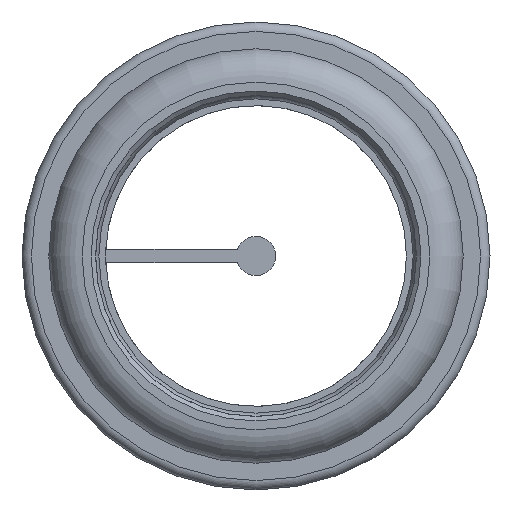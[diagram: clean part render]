
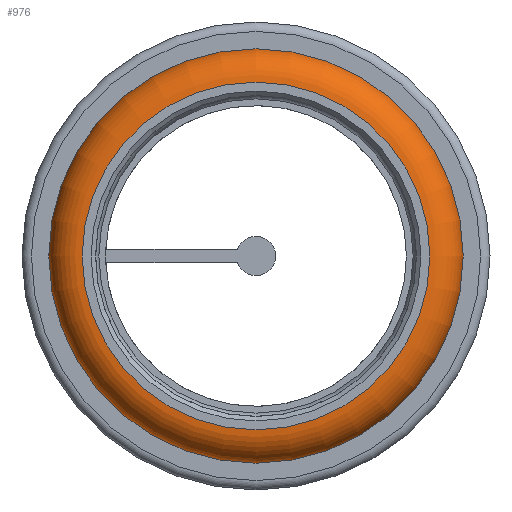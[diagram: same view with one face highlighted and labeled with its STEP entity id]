
A CAD part, left-side view. The second image highlights one B-rep face of the part: STEP entity #976.
In plain terms, the highlighted toroidal (fillet/blend) face has major radius 15.6 mm and minor radius 3 mm.
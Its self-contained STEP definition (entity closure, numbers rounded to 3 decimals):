
#26=TOROIDAL_SURFACE($,#1077,15.6,3.);
#69=FACE_BOUND($,#257,.T.);
#183=FACE_OUTER_BOUND($,#256,.T.);
#256=EDGE_LOOP($,(#737));
#257=EDGE_LOOP($,(#738));
#443=CIRCLE($,#1075,18.018);
#445=CIRCLE($,#1078,15.6);
#535=VERTEX_POINT($,#1649);
#537=VERTEX_POINT($,#1654);
#631=EDGE_CURVE($,#535,#535,#443,.T.);
#633=EDGE_CURVE($,#537,#537,#445,.T.);
#737=ORIENTED_EDGE($,*,*,#633,.F.);
#738=ORIENTED_EDGE($,*,*,#631,.T.);
#976=ADVANCED_FACE($,(#183,#69),#26,.T.);
#1075=AXIS2_PLACEMENT_3D($,#1650,#1278,#1279);
#1077=AXIS2_PLACEMENT_3D($,#1653,#1282,#1283);
#1078=AXIS2_PLACEMENT_3D($,#1655,#1284,#1285);
#1278=DIRECTION('center_axis',(-1.,0.,0.));
#1279=DIRECTION('ref_axis',(0.,0.,1.));
#1282=DIRECTION('center_axis',(-1.,0.,0.));
#1283=DIRECTION('ref_axis',(0.,0.,1.));
#1284=DIRECTION('center_axis',(-1.,0.,0.));
#1285=DIRECTION('ref_axis',(0.,0.,1.));
#1649=CARTESIAN_POINT('',(4.776,0.,18.018));
#1650=CARTESIAN_POINT('Origin',(4.776,0.,0.));
#1653=CARTESIAN_POINT('Origin',(3.,0.,0.));
#1654=CARTESIAN_POINT('',(0.,0.,15.6));
#1655=CARTESIAN_POINT('Origin',(0.,0.,0.));
